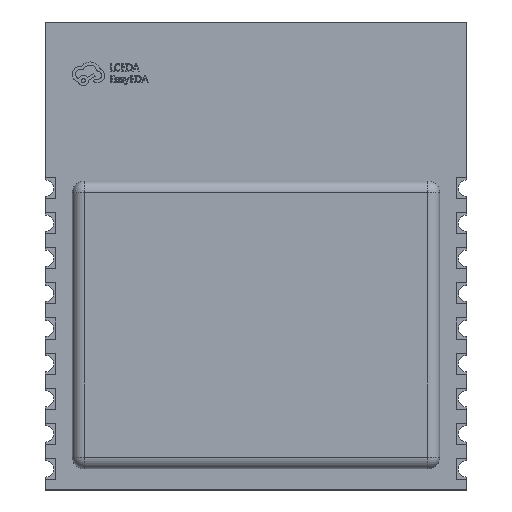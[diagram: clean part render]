
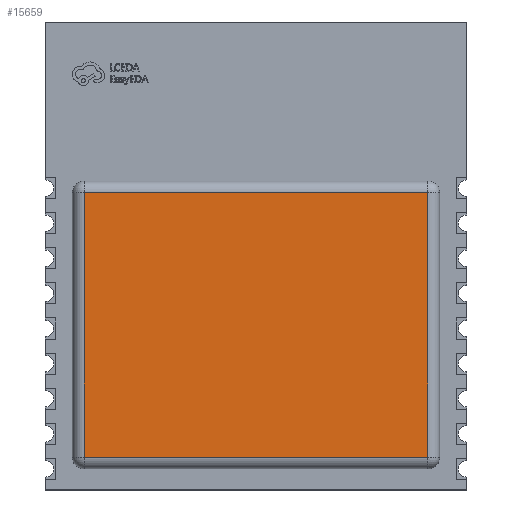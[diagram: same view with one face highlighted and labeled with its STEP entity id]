
A CAD part, top view. The second image highlights one B-rep face of the part: STEP entity #15659.
In plain terms, the highlighted planar face has unit normal (0, 0, 1).
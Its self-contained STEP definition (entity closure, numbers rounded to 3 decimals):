
#767 = CARTESIAN_POINT ( 'NONE',  ( 7.85, -8.6, 3.2 ) ) ;
#941 = LINE ( 'NONE', #767, #15031 ) ;
#1108 = EDGE_CURVE ( 'NONE', #4861, #4454, #11566, .T. ) ;
#1432 = CARTESIAN_POINT ( 'NONE',  ( -7.85, 2.7, 3.2 ) ) ;
#1443 = CARTESIAN_POINT ( 'NONE',  ( -7.35, 2.7, 3.2 ) ) ;
#1869 = DIRECTION ( 'NONE',  ( 0., 0., 1. ) ) ;
#2413 = ORIENTED_EDGE ( 'NONE', *, *, #2750, .T. ) ;
#2510 = DIRECTION ( 'NONE',  ( 0., 1., 0. ) ) ;
#2744 = DIRECTION ( 'NONE',  ( -1., 0., 0. ) ) ;
#2750 = EDGE_CURVE ( 'NONE', #4454, #6214, #941, .T. ) ;
#2980 = CARTESIAN_POINT ( 'NONE',  ( -7.35, -8.6, 3.2 ) ) ;
#4454 = VERTEX_POINT ( 'NONE', #2980 ) ;
#4860 = DIRECTION ( 'NONE',  ( 1., 0., 0. ) ) ;
#4861 = VERTEX_POINT ( 'NONE', #1443 ) ;
#5246 = DIRECTION ( 'NONE',  ( 0., -1., 0. ) ) ;
#5298 = CARTESIAN_POINT ( 'NONE',  ( 7.35, 2.7, 3.2 ) ) ;
#5833 = VERTEX_POINT ( 'NONE', #5298 ) ;
#5888 = PLANE ( 'NONE',  #15653 ) ;
#5967 = DIRECTION ( 'NONE',  ( 1., 0., 0. ) ) ;
#6214 = VERTEX_POINT ( 'NONE', #10890 ) ;
#6521 = CARTESIAN_POINT ( 'NONE',  ( 7.35, 3.2, 3.2 ) ) ;
#6832 = ORIENTED_EDGE ( 'NONE', *, *, #14967, .T. ) ;
#7034 = VECTOR ( 'NONE', #5246, 1000. ) ;
#7940 = LINE ( 'NONE', #6521, #13684 ) ;
#8525 = VECTOR ( 'NONE', #2744, 1000. ) ;
#10134 = FACE_OUTER_BOUND ( 'NONE', #10947, .T. ) ;
#10890 = CARTESIAN_POINT ( 'NONE',  ( 7.35, -8.6, 3.2 ) ) ;
#10947 = EDGE_LOOP ( 'NONE', ( #15877, #6832, #11899, #2413 ) ) ;
#11566 = LINE ( 'NONE', #13377, #7034 ) ;
#11899 = ORIENTED_EDGE ( 'NONE', *, *, #1108, .T. ) ;
#12049 = LINE ( 'NONE', #1432, #8525 ) ;
#13377 = CARTESIAN_POINT ( 'NONE',  ( -7.35, -9.1, 3.2 ) ) ;
#13684 = VECTOR ( 'NONE', #2510, 1000. ) ;
#14695 = EDGE_CURVE ( 'NONE', #6214, #5833, #7940, .T. ) ;
#14967 = EDGE_CURVE ( 'NONE', #5833, #4861, #12049, .T. ) ;
#15031 = VECTOR ( 'NONE', #4860, 1000. ) ;
#15240 = CARTESIAN_POINT ( 'NONE',  ( 0., 0., 3.2 ) ) ;
#15653 = AXIS2_PLACEMENT_3D ( 'NONE', #15240, #1869, #5967 ) ;
#15659 = ADVANCED_FACE ( 'NONE', ( #10134 ), #5888, .T. ) ;
#15877 = ORIENTED_EDGE ( 'NONE', *, *, #14695, .T. ) ;
